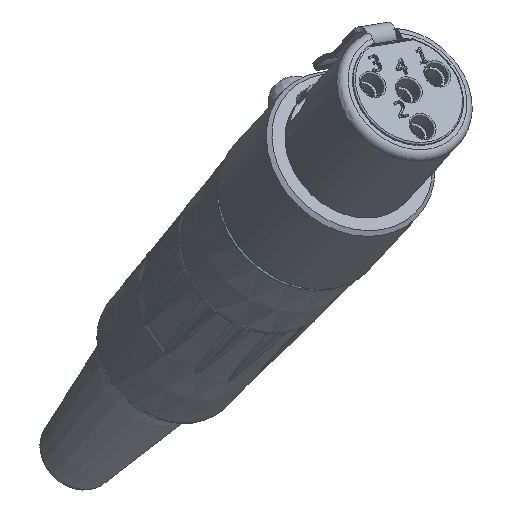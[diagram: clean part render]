
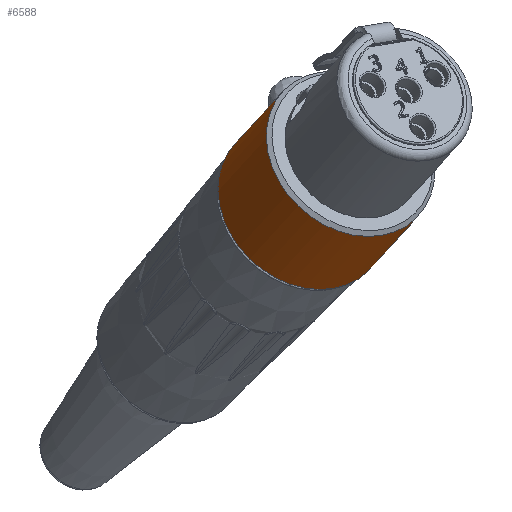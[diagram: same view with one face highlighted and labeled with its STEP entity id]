
A CAD part, isometric view. The second image highlights one B-rep face of the part: STEP entity #6588.
In plain terms, the highlighted cylindrical face has radius 5.35 mm (diameter 10.7 mm), a full revolution.
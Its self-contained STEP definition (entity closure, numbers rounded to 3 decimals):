
#6516=CARTESIAN_POINT('',(-5.35,0.,-7.25));
#6517=VERTEX_POINT('',#6516);
#6518=CARTESIAN_POINT('',(0.0,0.0,-7.25));
#6519=DIRECTION('',(0.0,0.0,-1.0));
#6520=DIRECTION('',(1.0,0.0,0.0));
#6521=AXIS2_PLACEMENT_3D('',#6518,#6519,#6520);
#6522=CIRCLE('',#6521,5.35);
#6523=EDGE_CURVE('',#6517,#6517,#6522,.T.);
#6528=CARTESIAN_POINT('',(0.0,0.0,0.0));
#6529=DIRECTION('',(0.0,0.0,-1.0));
#6530=DIRECTION('',(1.0,0.0,0.0));
#6531=AXIS2_PLACEMENT_3D('',#6528,#6529,#6530);
#6532=CYLINDRICAL_SURFACE('',#6531,5.35);
#6533=CARTESIAN_POINT('',(-5.35,0.,-0.25));
#6534=VERTEX_POINT('',#6533);
#6535=CARTESIAN_POINT('',(0.0,0.0,-0.25));
#6536=DIRECTION('',(0.0,0.0,1.0));
#6537=DIRECTION('',(1.0,0.0,0.0));
#6538=AXIS2_PLACEMENT_3D('',#6535,#6536,#6537);
#6539=CIRCLE('',#6538,5.35);
#6540=EDGE_CURVE('',#6534,#6534,#6539,.T.);
#6541=ORIENTED_EDGE('',*,*,#6540,.F.);
#6542=EDGE_LOOP('',(#6541));
#6543=FACE_OUTER_BOUND('',#6542,.T.);
#6544=CARTESIAN_POINT('',(1.75,5.056,-4.122));
#6545=VERTEX_POINT('',#6544);
#6546=CARTESIAN_POINT('',(1.75,5.056,-4.122));
#6547=CARTESIAN_POINT('',(1.75,5.056,-3.901));
#6548=CARTESIAN_POINT('',(1.705,5.072,-3.665));
#6549=CARTESIAN_POINT('',(1.526,5.129,-3.235));
#6550=CARTESIAN_POINT('',(1.392,5.168,-3.039));
#6551=CARTESIAN_POINT('',(1.083,5.242,-2.73));
#6552=CARTESIAN_POINT('',(0.887,5.28,-2.596));
#6553=CARTESIAN_POINT('',(0.457,5.335,-2.417));
#6554=CARTESIAN_POINT('',(0.221,5.35,-2.372));
#6555=CARTESIAN_POINT('',(-0.221,5.35,-2.372));
#6556=CARTESIAN_POINT('',(-0.457,5.335,-2.417));
#6557=CARTESIAN_POINT('',(-0.887,5.28,-2.596));
#6558=CARTESIAN_POINT('',(-1.083,5.242,-2.73));
#6559=CARTESIAN_POINT('',(-1.392,5.168,-3.039));
#6560=CARTESIAN_POINT('',(-1.526,5.129,-3.235));
#6561=CARTESIAN_POINT('',(-1.705,5.072,-3.665));
#6562=CARTESIAN_POINT('',(-1.75,5.056,-3.901));
#6563=CARTESIAN_POINT('',(-1.75,5.056,-4.344));
#6564=CARTESIAN_POINT('',(-1.705,5.072,-4.579));
#6565=CARTESIAN_POINT('',(-1.526,5.129,-5.009));
#6566=CARTESIAN_POINT('',(-1.392,5.168,-5.205));
#6567=CARTESIAN_POINT('',(-1.083,5.242,-5.514));
#6568=CARTESIAN_POINT('',(-0.887,5.28,-5.648));
#6569=CARTESIAN_POINT('',(-0.457,5.335,-5.828));
#6570=CARTESIAN_POINT('',(-0.221,5.35,-5.872));
#6571=CARTESIAN_POINT('',(0.221,5.35,-5.872));
#6572=CARTESIAN_POINT('',(0.457,5.335,-5.828));
#6573=CARTESIAN_POINT('',(0.887,5.28,-5.648));
#6574=CARTESIAN_POINT('',(1.083,5.242,-5.514));
#6575=CARTESIAN_POINT('',(1.392,5.168,-5.205));
#6576=CARTESIAN_POINT('',(1.526,5.129,-5.009));
#6577=CARTESIAN_POINT('',(1.705,5.072,-4.579));
#6578=CARTESIAN_POINT('',(1.75,5.056,-4.344));
#6579=CARTESIAN_POINT('',(1.75,5.056,-4.122));
#6580=B_SPLINE_CURVE_WITH_KNOTS('',3,(#6546,#6547,#6548,#6549,#6550,#6551,#6552,#6553,#6554,#6555,#6556,#6557,#6558,#6559,#6560,#6561,#6562,#6563,#6564,#6565,#6566,#6567,#6568,#6569,#6570,#6571,#6572,#6573,#6574,#6575,#6576,#6577,#6578,#6579),.UNSPECIFIED.,.T.,.U.,(4,2,2,2,2,2,2,2,2,2,2,2,2,2,2,2,4),(0.0,0.066,0.133,0.199,0.266,0.332,0.399,0.465,0.532,0.598,0.665,0.731,0.797,0.864,0.93,0.997,1.063),.UNSPECIFIED.);
#6581=EDGE_CURVE('',#6545,#6545,#6580,.T.);
#6582=ORIENTED_EDGE('',*,*,#6581,.T.);
#6583=EDGE_LOOP('',(#6582));
#6584=FACE_BOUND('',#6583,.T.);
#6585=ORIENTED_EDGE('',*,*,#6523,.F.);
#6586=EDGE_LOOP('',(#6585));
#6587=FACE_BOUND('',#6586,.T.);
#6588=ADVANCED_FACE('',(#6543,#6584,#6587),#6532,.T.);
